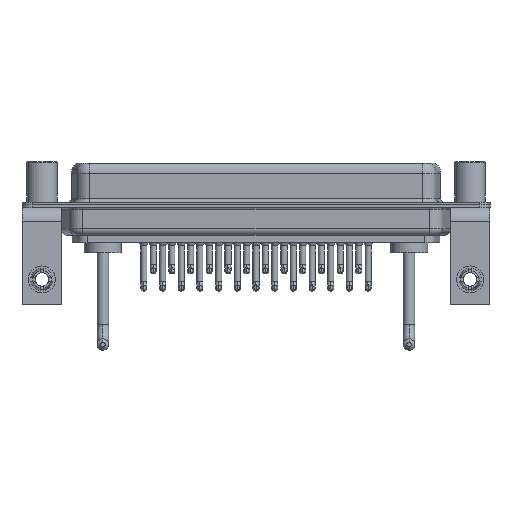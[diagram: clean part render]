
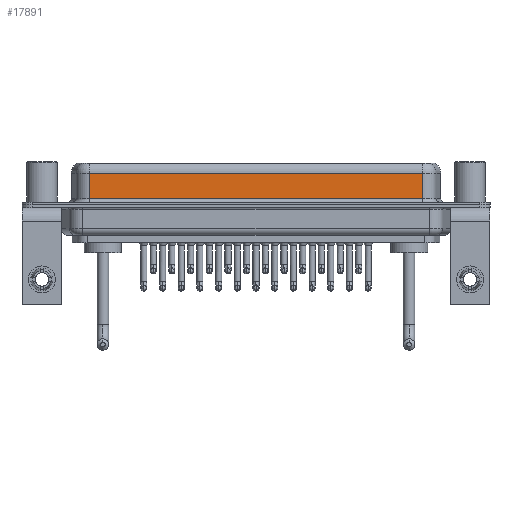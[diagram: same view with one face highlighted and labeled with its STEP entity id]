
A CAD part, front view. The second image highlights one B-rep face of the part: STEP entity #17891.
In plain terms, the highlighted planar face has unit normal (0, -1, 0).
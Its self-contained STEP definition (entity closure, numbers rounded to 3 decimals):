
#91 = PLANE ( 'NONE',  #25853 ) ;
#228 = DIRECTION ( 'NONE',  ( 0., 0., 1. ) ) ;
#2498 = EDGE_CURVE ( 'NONE', #25851, #8656, #16182, .T. ) ;
#2715 = DIRECTION ( 'NONE',  ( 1., 0., 0. ) ) ;
#3326 = DIRECTION ( 'NONE',  ( 0., 0., -1. ) ) ;
#3925 = CARTESIAN_POINT ( 'NONE',  ( 7.038, -3.95, 4.65 ) ) ;
#4536 = DIRECTION ( 'NONE',  ( 0., 1., 0. ) ) ;
#4638 = EDGE_CURVE ( 'NONE', #24356, #25577, #12758, .T. ) ;
#6213 = CARTESIAN_POINT ( 'NONE',  ( 56.462, -3.95, 6.4 ) ) ;
#8619 = CARTESIAN_POINT ( 'NONE',  ( 56.462, -3.95, 4.65 ) ) ;
#8656 = VERTEX_POINT ( 'NONE', #9513 ) ;
#9214 = VECTOR ( 'NONE', #14937, 1000. ) ;
#9513 = CARTESIAN_POINT ( 'NONE',  ( 56.462, -3.95, 0.9 ) ) ;
#9754 = VECTOR ( 'NONE', #17342, 1000. ) ;
#10831 = FACE_OUTER_BOUND ( 'NONE', #27797, .T. ) ;
#12758 = LINE ( 'NONE', #8619, #9754 ) ;
#13899 = CARTESIAN_POINT ( 'NONE',  ( 56.462, -3.95, 0.9 ) ) ;
#14937 = DIRECTION ( 'NONE',  ( 0., 0., -1. ) ) ;
#15695 = CARTESIAN_POINT ( 'NONE',  ( 56.462, -3.95, 6.4 ) ) ;
#16182 = LINE ( 'NONE', #13899, #18290 ) ;
#16398 = ORIENTED_EDGE ( 'NONE', *, *, #2498, .T. ) ;
#17342 = DIRECTION ( 'NONE',  ( -1., 0., 0. ) ) ;
#17891 = ADVANCED_FACE ( 'NONE', ( #10831 ), #91, .F. ) ;
#17900 = CARTESIAN_POINT ( 'NONE',  ( 56.462, -3.95, 4.65 ) ) ;
#18290 = VECTOR ( 'NONE', #2715, 1000. ) ;
#18640 = CARTESIAN_POINT ( 'NONE',  ( 7.038, -3.95, 6.4 ) ) ;
#19509 = ORIENTED_EDGE ( 'NONE', *, *, #27502, .F. ) ;
#19874 = ORIENTED_EDGE ( 'NONE', *, *, #21206, .T. ) ;
#20479 = VECTOR ( 'NONE', #3326, 1000. ) ;
#21206 = EDGE_CURVE ( 'NONE', #25577, #25851, #27427, .T. ) ;
#21972 = LINE ( 'NONE', #6213, #9214 ) ;
#24356 = VERTEX_POINT ( 'NONE', #17900 ) ;
#24691 = CARTESIAN_POINT ( 'NONE',  ( 7.038, -3.95, 0.9 ) ) ;
#25577 = VERTEX_POINT ( 'NONE', #3925 ) ;
#25851 = VERTEX_POINT ( 'NONE', #24691 ) ;
#25853 = AXIS2_PLACEMENT_3D ( 'NONE', #15695, #4536, #228 ) ;
#26549 = ORIENTED_EDGE ( 'NONE', *, *, #4638, .T. ) ;
#27427 = LINE ( 'NONE', #18640, #20479 ) ;
#27502 = EDGE_CURVE ( 'NONE', #24356, #8656, #21972, .T. ) ;
#27797 = EDGE_LOOP ( 'NONE', ( #19509, #26549, #19874, #16398 ) ) ;
